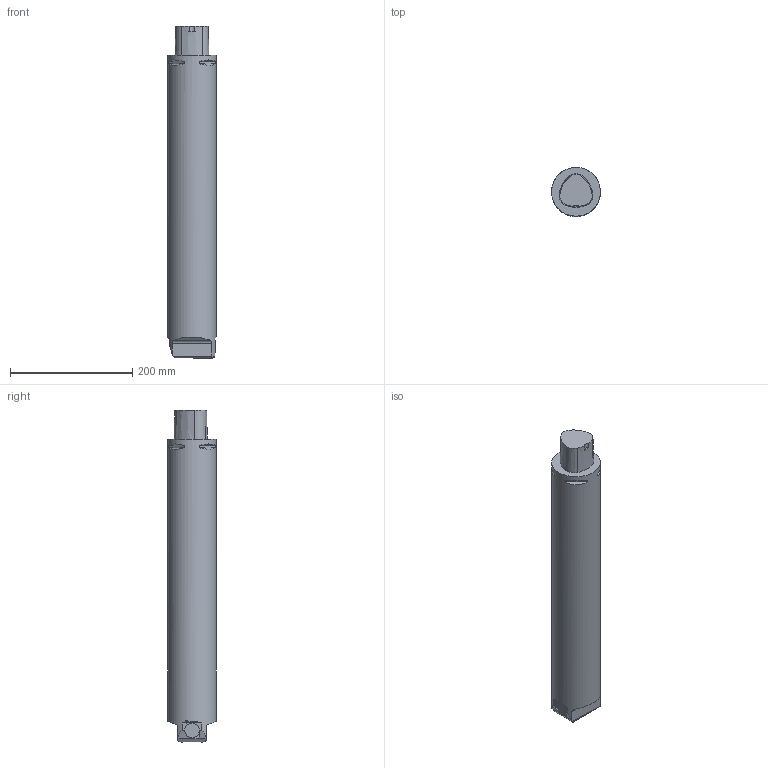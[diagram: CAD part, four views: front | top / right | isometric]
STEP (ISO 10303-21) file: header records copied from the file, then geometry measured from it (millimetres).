
FILE_DESCRIPTION(/* description */ (''),/* implementation_level */ '2;1');
FILE_NAME(/* name */ '1559126816001.stp',/* time_stamp */ '2019-05-29T12:46:59+02:00',/* author */ (''),/* organization */ ('SMS'),/* preprocessor_version */ 'ST-DEVELOPER v15',/* originating_system */ 'SIEMENS PLM Software NX 8.5',/* authorisation */ '');
FILE_SCHEMA (('AUTOMOTIVE_DESIGN { 1 0 10303 214 3 1 1 1 }'));
Length unit declared in the file: millimetre
Products named in the file (1): 202042593mod000_01
Bounding box: 80 x 79.97 x 544 mm (x, y, z)
Volume: 2542002.6 mm3; surface area: 151780.8 mm2
Topology: 2 solids, 2 shells, 362 faces, 1027 edges, 682 vertices
Faces by surface type: plane 268, cone 68, cylinder 23, torus 2, sphere 1
Full cylindrical faces by diameter (mm): 2.459 x1, 4.67 x1, 4.7 x1, 8 x1, 8.018 x1, 24 x2, 80 x1
Entity records: 11992 total; most frequent: CARTESIAN_POINT 3062, ORIENTED_EDGE 1996, DIRECTION 1625, EDGE_CURVE 998, VERTEX_POINT 667, AXIS2_PLACEMENT_3D 548, LINE 529, VECTOR 529
